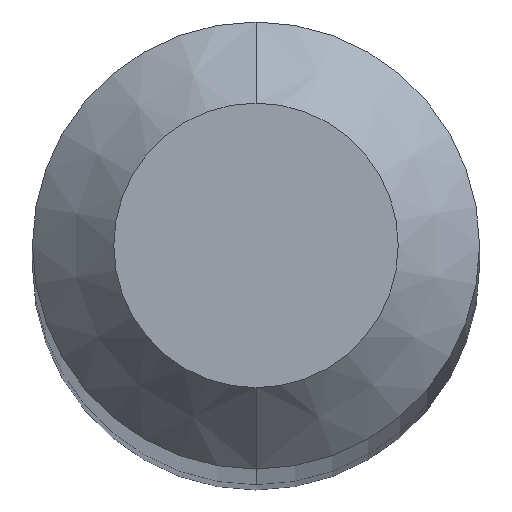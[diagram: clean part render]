
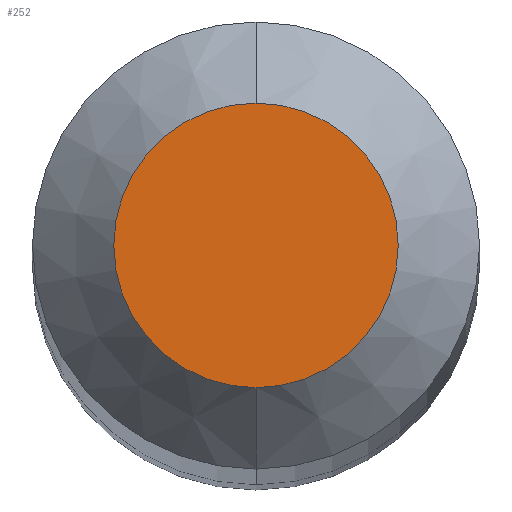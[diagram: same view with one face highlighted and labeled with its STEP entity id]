
A CAD part, top view. The second image highlights one B-rep face of the part: STEP entity #252.
In plain terms, the highlighted planar face has unit normal (0, 0, 1).
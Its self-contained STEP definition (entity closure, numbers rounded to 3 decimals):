
#11 = DIRECTION ( 'NONE',  ( 0., 0., -1. ) ) ;
#51 = DIRECTION ( 'NONE',  ( 0., 1., 0. ) ) ;
#52 = EDGE_CURVE ( 'NONE', #199, #286, #272, .T. ) ;
#53 = CARTESIAN_POINT ( 'NONE',  ( 0., 0., 30. ) ) ;
#55 = CARTESIAN_POINT ( 'NONE',  ( 0., 0.35, 30. ) ) ;
#72 = ORIENTED_EDGE ( 'NONE', *, *, #52, .F. ) ;
#73 = CARTESIAN_POINT ( 'NONE',  ( 0., -0.35, 30. ) ) ;
#77 = DIRECTION ( 'NONE',  ( 0., 1., 0. ) ) ;
#100 = PLANE ( 'NONE',  #143 ) ;
#128 = FACE_OUTER_BOUND ( 'NONE', #208, .T. ) ;
#143 = AXIS2_PLACEMENT_3D ( 'NONE', #256, #203, #77 ) ;
#177 = AXIS2_PLACEMENT_3D ( 'NONE', #53, #335, #51 ) ;
#189 = EDGE_CURVE ( 'NONE', #286, #199, #327, .T. ) ;
#199 = VERTEX_POINT ( 'NONE', #73 ) ;
#203 = DIRECTION ( 'NONE',  ( 0., 0., -1. ) ) ;
#208 = EDGE_LOOP ( 'NONE', ( #215, #72 ) ) ;
#215 = ORIENTED_EDGE ( 'NONE', *, *, #189, .F. ) ;
#252 = ADVANCED_FACE ( 'NONE', ( #128 ), #100, .F. ) ;
#256 = CARTESIAN_POINT ( 'NONE',  ( 0., 0., 30. ) ) ;
#272 = CIRCLE ( 'NONE', #295, 0.35 ) ;
#286 = VERTEX_POINT ( 'NONE', #55 ) ;
#295 = AXIS2_PLACEMENT_3D ( 'NONE', #329, #11, #331 ) ;
#327 = CIRCLE ( 'NONE', #177, 0.35 ) ;
#329 = CARTESIAN_POINT ( 'NONE',  ( 0., 0., 30. ) ) ;
#331 = DIRECTION ( 'NONE',  ( 0., 1., 0. ) ) ;
#335 = DIRECTION ( 'NONE',  ( 0., 0., -1. ) ) ;
